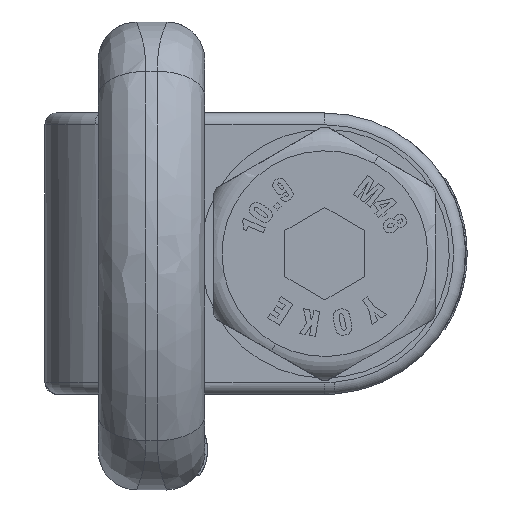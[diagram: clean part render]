
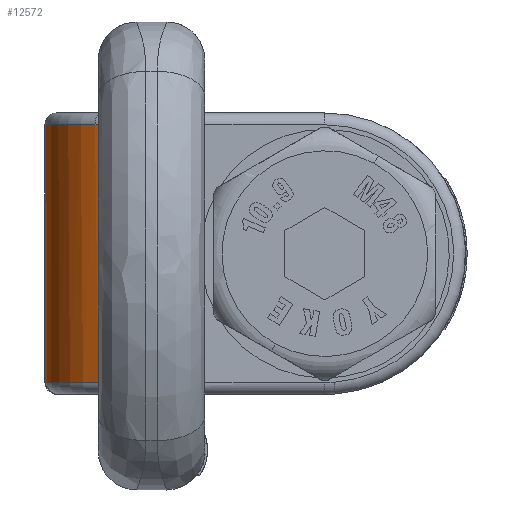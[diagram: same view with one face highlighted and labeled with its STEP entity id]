
A CAD part, left-side view. The second image highlights one B-rep face of the part: STEP entity #12572.
In plain terms, the highlighted cylindrical face has radius 36 mm (diameter 72 mm), a partial arc.
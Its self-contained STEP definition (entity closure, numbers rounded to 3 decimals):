
#11211=CARTESIAN_POINT('Vertex',(-30.512,-16.895,46.275)) ;
#11218=CARTESIAN_POINT('Vertex',(0.,0.,46.275)) ;
#11221=CARTESIAN_POINT('Axis2P3D Location',(0.,-36.,46.275)) ;
#11240=CARTESIAN_POINT('Axis2P3D Location',(0.,-36.,46.275)) ;
#11244=CARTESIAN_POINT('Vertex',(-36.,-36.,46.275)) ;
#11357=CARTESIAN_POINT('Vertex',(-36.,-36.,-40.725)) ;
#11360=CARTESIAN_POINT('Line Origine',(-36.,-36.,2.775)) ;
#12360=CARTESIAN_POINT('Axis2P3D Location',(0.,-36.,-40.725)) ;
#12364=CARTESIAN_POINT('Vertex',(0.,0.,-40.725)) ;
#12475=CARTESIAN_POINT('Line Origine',(0.,0.,2.775)) ;
#12560=CARTESIAN_POINT('Axis2P3D Location',(0.,-36.,2.775)) ;
#11222=DIRECTION('Axis2P3D Direction',(0.,0.,1.)) ;
#11241=DIRECTION('Axis2P3D Direction',(0.,0.,1.)) ;
#11361=DIRECTION('Vector Direction',(0.,0.,1.)) ;
#12361=DIRECTION('Axis2P3D Direction',(0.,0.,1.)) ;
#12476=DIRECTION('Vector Direction',(0.,0.,1.)) ;
#12561=DIRECTION('Axis2P3D Direction',(0.,-0.,1.)) ;
#12562=DIRECTION('Axis2P3D XDirection',(0.,1.,0.)) ;
#11223=AXIS2_PLACEMENT_3D('Circle Axis2P3D',#11221,#11222,$) ;
#11242=AXIS2_PLACEMENT_3D('Circle Axis2P3D',#11240,#11241,$) ;
#12362=AXIS2_PLACEMENT_3D('Circle Axis2P3D',#12360,#12361,$) ;
#12563=AXIS2_PLACEMENT_3D('Cylinder Axis2P3D',#12560,#12561,#12562) ;
#12566=ORIENTED_EDGE('',*,*,#12366,.F.) ;
#12567=ORIENTED_EDGE('',*,*,#11364,.T.) ;
#12568=ORIENTED_EDGE('',*,*,#11246,.F.) ;
#12569=ORIENTED_EDGE('',*,*,#11225,.F.) ;
#12570=ORIENTED_EDGE('',*,*,#12479,.F.) ;
#11362=VECTOR('Line Direction',#11361,1.) ;
#12477=VECTOR('Line Direction',#12476,1.) ;
#12572=ADVANCED_FACE('\X2\51434EF6672C9AD4\X0\',(#12571),#12564,.T.) ;
#11224=CIRCLE('generated circle',#11223,36.) ;
#11243=CIRCLE('generated circle',#11242,36.) ;
#12363=CIRCLE('generated circle',#12362,36.) ;
#12564=CYLINDRICAL_SURFACE('generated cylinder',#12563,36.) ;
#11225=EDGE_CURVE('',#11219,#11212,#11224,.T.) ;
#11246=EDGE_CURVE('',#11212,#11245,#11243,.T.) ;
#11364=EDGE_CURVE('',#11358,#11245,#11363,.T.) ;
#12366=EDGE_CURVE('',#11358,#12365,#12363,.F.) ;
#12479=EDGE_CURVE('',#12365,#11219,#12478,.T.) ;
#12565=EDGE_LOOP('',(#12566,#12567,#12568,#12569,#12570)) ;
#12571=FACE_OUTER_BOUND('',#12565,.T.) ;
#11363=LINE('Line',#11360,#11362) ;
#12478=LINE('Line',#12475,#12477) ;
#11212=VERTEX_POINT('',#11211) ;
#11219=VERTEX_POINT('',#11218) ;
#11245=VERTEX_POINT('',#11244) ;
#11358=VERTEX_POINT('',#11357) ;
#12365=VERTEX_POINT('',#12364) ;
